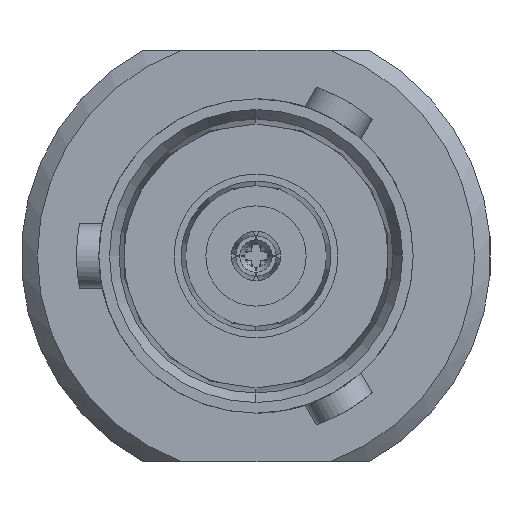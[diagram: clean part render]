
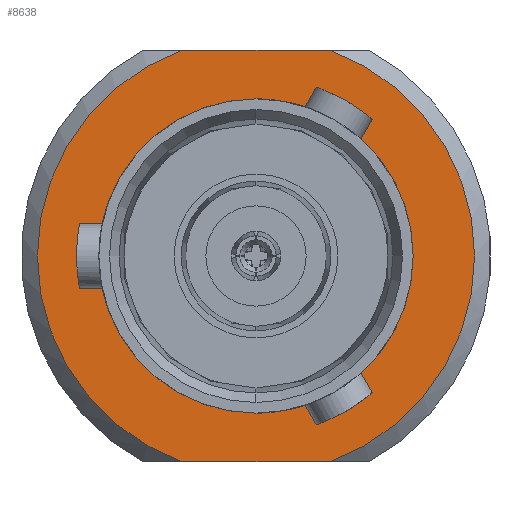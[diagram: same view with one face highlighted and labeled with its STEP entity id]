
A CAD part, left-side view. The second image highlights one B-rep face of the part: STEP entity #8638.
In plain terms, the highlighted face is planar.
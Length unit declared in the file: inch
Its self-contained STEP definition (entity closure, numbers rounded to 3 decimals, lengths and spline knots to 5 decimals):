
#424 = AXIS2_PLACEMENT_3D ( 'NONE', #5755, #11802, #606 ) ;
#540 = DIRECTION ( 'NONE',  ( 1., 0., 0. ) ) ;
#606 = DIRECTION ( 'NONE',  ( 0., 0., -1. ) ) ;
#724 = VECTOR ( 'NONE', #5238, 39.37008 ) ;
#987 = DIRECTION ( 'NONE',  ( 1., 0., 0. ) ) ;
#1072 = VERTEX_POINT ( 'NONE', #5109 ) ;
#1250 = AXIS2_PLACEMENT_3D ( 'NONE', #11967, #4339, #5499 ) ;
#1282 = ORIENTED_EDGE ( 'NONE', *, *, #2791, .T. ) ;
#1699 = VERTEX_POINT ( 'NONE', #2665 ) ;
#1800 = VECTOR ( 'NONE', #6339, 39.37008 ) ;
#2034 = ORIENTED_EDGE ( 'NONE', *, *, #5025, .T. ) ;
#2557 = EDGE_CURVE ( 'NONE', #12968, #1699, #8905, .T. ) ;
#2665 = CARTESIAN_POINT ( 'NONE',  ( -0.45276, 0., -0.191 ) ) ;
#2791 = EDGE_CURVE ( 'NONE', #4337, #1072, #3349, .T. ) ;
#2868 = DIRECTION ( 'NONE',  ( 0., 0., -1. ) ) ;
#3349 = CIRCLE ( 'NONE', #424, 0.26575 ) ;
#4337 = VERTEX_POINT ( 'NONE', #4530 ) ;
#4339 = DIRECTION ( 'NONE',  ( -1., 0., 0. ) ) ;
#4530 = CARTESIAN_POINT ( 'NONE',  ( -0.45276, 0.09012, -0.25 ) ) ;
#4948 = AXIS2_PLACEMENT_3D ( 'NONE', #5601, #540, #2868 ) ;
#4962 = CIRCLE ( 'NONE', #9987, 0.26575 ) ;
#5025 = EDGE_CURVE ( 'NONE', #16161, #13845, #4962, .T. ) ;
#5109 = CARTESIAN_POINT ( 'NONE',  ( -0.45276, 0.09012, 0.25 ) ) ;
#5238 = DIRECTION ( 'NONE',  ( 0., -1., 0. ) ) ;
#5499 = DIRECTION ( 'NONE',  ( 0., 0., 1. ) ) ;
#5601 = CARTESIAN_POINT ( 'NONE',  ( -0.45276, 0., 0. ) ) ;
#5755 = CARTESIAN_POINT ( 'NONE',  ( -0.45276, 0., 0. ) ) ;
#6246 = LINE ( 'NONE', #7406, #1800 ) ;
#6339 = DIRECTION ( 'NONE',  ( 0., 1., 0. ) ) ;
#6485 = CARTESIAN_POINT ( 'NONE',  ( -0.45276, 0.26575, 0.25 ) ) ;
#6700 = ORIENTED_EDGE ( 'NONE', *, *, #2557, .F. ) ;
#7055 = AXIS2_PLACEMENT_3D ( 'NONE', #12342, #987, #16085 ) ;
#7406 = CARTESIAN_POINT ( 'NONE',  ( -0.45276, 0.26575, -0.25 ) ) ;
#7513 = CARTESIAN_POINT ( 'NONE',  ( -0.45276, 0., 0.191 ) ) ;
#7712 = ORIENTED_EDGE ( 'NONE', *, *, #10091, .T. ) ;
#8638 = ADVANCED_FACE ( 'NONE', ( #14301, #15876 ), #9390, .F. ) ;
#8905 = CIRCLE ( 'NONE', #7055, 0.191 ) ;
#8964 = LINE ( 'NONE', #6485, #724 ) ;
#9118 = CARTESIAN_POINT ( 'NONE',  ( -0.45276, -0.09012, -0.25 ) ) ;
#9145 = DIRECTION ( 'NONE',  ( 0., 0., -1. ) ) ;
#9177 = EDGE_LOOP ( 'NONE', ( #9908, #6700 ) ) ;
#9390 = PLANE ( 'NONE',  #1250 ) ;
#9908 = ORIENTED_EDGE ( 'NONE', *, *, #13339, .F. ) ;
#9987 = AXIS2_PLACEMENT_3D ( 'NONE', #15458, #11650, #9145 ) ;
#10091 = EDGE_CURVE ( 'NONE', #13845, #4337, #6246, .T. ) ;
#11190 = EDGE_LOOP ( 'NONE', ( #2034, #7712, #1282, #11695 ) ) ;
#11650 = DIRECTION ( 'NONE',  ( 1., 0., 0. ) ) ;
#11695 = ORIENTED_EDGE ( 'NONE', *, *, #14059, .T. ) ;
#11802 = DIRECTION ( 'NONE',  ( 1., 0., 0. ) ) ;
#11967 = CARTESIAN_POINT ( 'NONE',  ( -0.45276, 0.26575, 0. ) ) ;
#12342 = CARTESIAN_POINT ( 'NONE',  ( -0.45276, 0., 0. ) ) ;
#12968 = VERTEX_POINT ( 'NONE', #7513 ) ;
#13339 = EDGE_CURVE ( 'NONE', #1699, #12968, #13949, .T. ) ;
#13845 = VERTEX_POINT ( 'NONE', #9118 ) ;
#13949 = CIRCLE ( 'NONE', #4948, 0.191 ) ;
#14059 = EDGE_CURVE ( 'NONE', #1072, #16161, #8964, .T. ) ;
#14301 = FACE_BOUND ( 'NONE', #9177, .T. ) ;
#14985 = CARTESIAN_POINT ( 'NONE',  ( -0.45276, -0.09012, 0.25 ) ) ;
#15458 = CARTESIAN_POINT ( 'NONE',  ( -0.45276, 0., 0. ) ) ;
#15876 = FACE_OUTER_BOUND ( 'NONE', #11190, .T. ) ;
#16085 = DIRECTION ( 'NONE',  ( 0., 0., -1. ) ) ;
#16161 = VERTEX_POINT ( 'NONE', #14985 ) ;
